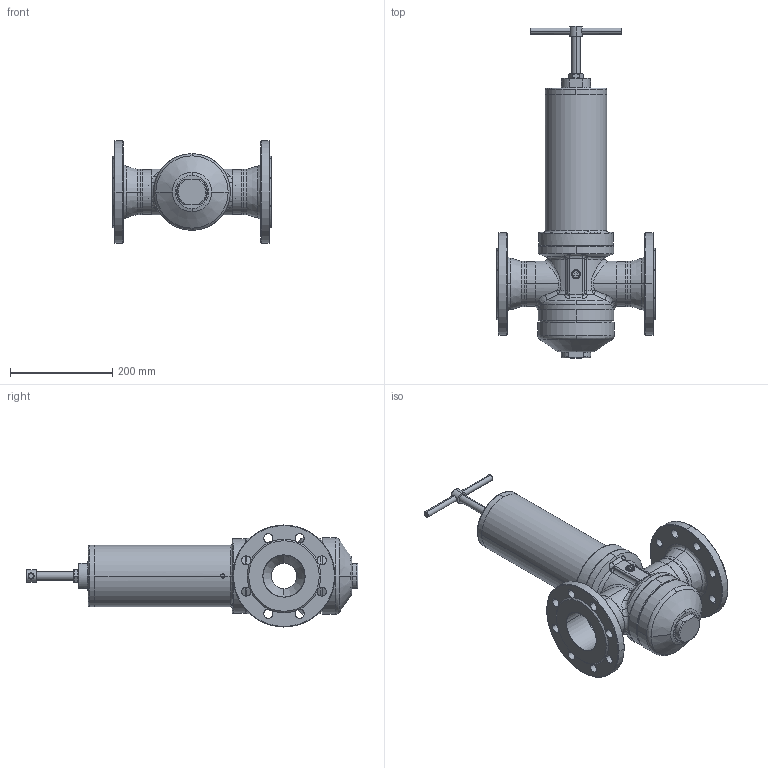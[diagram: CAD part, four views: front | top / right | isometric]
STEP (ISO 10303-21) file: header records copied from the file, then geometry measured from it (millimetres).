
FILE_DESCRIPTION (( 'STEP AP203' ), '1' );
FILE_NAME ('Typ_71-BG_IIIB-D080.STEP', '2021-03-11T08:28:43', ( '' ), ( '' ), 'SwSTEP 2.0', 'SolidWorks 2016', '' );
FILE_SCHEMA (( 'CONFIG_CONTROL_DESIGN' ));
Length unit declared in the file: millimetre
Products named in the file (1): Typ_71-BG_IIIB-D080
Bounding box: 310 x 650.52 x 200 mm (x, y, z)
Volume: 3152725.2 mm3; surface area: 747561.5 mm2
Topology: 11 solids, 11 shells, 538 faces, 1329 edges, 817 vertices
Faces by surface type: cylinder 173, bspline 138, cone 125, plane 102
Entity records: 27116 total; most frequent: CARTESIAN_POINT 14880, ORIENTED_EDGE 2638, DIRECTION 2498, EDGE_CURVE 1319, AXIS2_PLACEMENT_3D 1077, VERTEX_POINT 817, CIRCLE 676, EDGE_LOOP 610
